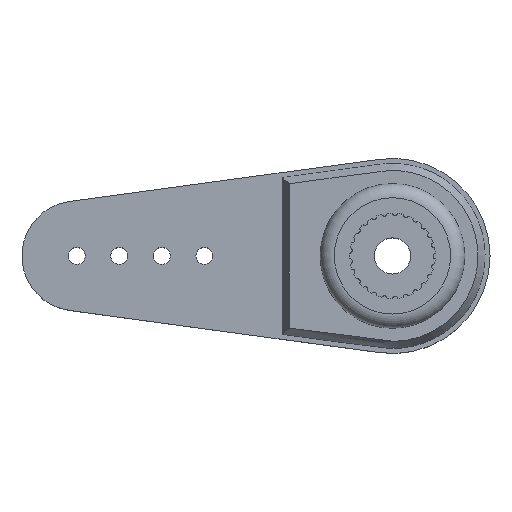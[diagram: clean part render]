
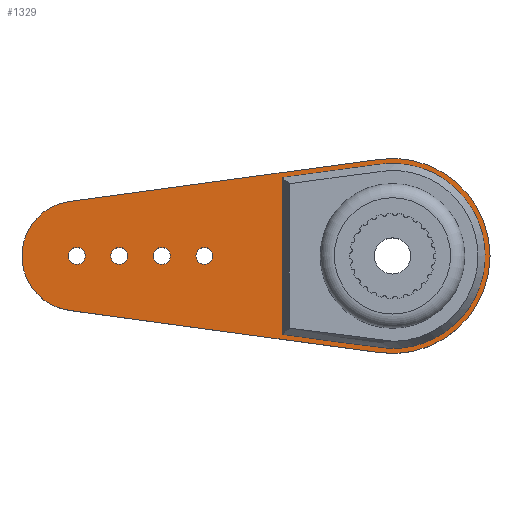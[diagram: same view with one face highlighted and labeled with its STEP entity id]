
A CAD part, top view. The second image highlights one B-rep face of the part: STEP entity #1329.
In plain terms, the highlighted planar face has unit normal (0, 0, 1).
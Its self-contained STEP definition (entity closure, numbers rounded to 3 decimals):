
#51=FACE_BOUND('',#445,.T.);
#52=FACE_BOUND('',#446,.T.);
#53=FACE_BOUND('',#447,.T.);
#54=FACE_BOUND('',#448,.T.);
#55=FACE_BOUND('',#449,.T.);
#108=B_SPLINE_CURVE_WITH_KNOTS('',3,(#4595,#4596,#4597,#4598,#4599,#4600,
#4601,#4602,#4603,#4604,#4605,#4606,#4607,#4608,#4609,#4610,#4611,#4612,
#4613,#4614),.UNSPECIFIED.,.F.,.F.,(4,1,2,2,1,1,1,1,1,1,2,2,1,4),(-1.,-0.904,
-0.808,-0.806,-0.729,-0.653,
-0.576,-0.5,-0.424,-0.347,-0.194,
-0.192,-0.096,0.),.UNSPECIFIED.);
#115=PLANE('',#1456);
#178=LINE('',#4587,#253);
#179=LINE('',#4591,#254);
#180=LINE('',#4615,#255);
#253=VECTOR('',#1734,10.);
#254=VECTOR('',#1737,10.);
#255=VECTOR('',#1740,10.);
#363=FACE_OUTER_BOUND('',#444,.T.);
#444=EDGE_LOOP('',(#1203,#1204,#1205,#1206));
#445=EDGE_LOOP('',(#1207,#1208));
#446=EDGE_LOOP('',(#1209));
#447=EDGE_LOOP('',(#1210));
#448=EDGE_LOOP('',(#1211));
#449=EDGE_LOOP('',(#1212));
#529=CIRCLE('',#1457,6.875);
#530=CIRCLE('',#1458,3.875);
#531=CIRCLE('',#1459,0.6);
#532=CIRCLE('',#1460,0.6);
#533=CIRCLE('',#1461,0.6);
#534=CIRCLE('',#1462,0.6);
#655=VERTEX_POINT('',#4585);
#656=VERTEX_POINT('',#4586);
#657=VERTEX_POINT('',#4588);
#658=VERTEX_POINT('',#4590);
#659=VERTEX_POINT('',#4593);
#660=VERTEX_POINT('',#4594);
#661=VERTEX_POINT('',#4616);
#662=VERTEX_POINT('',#4618);
#663=VERTEX_POINT('',#4620);
#664=VERTEX_POINT('',#4622);
#842=EDGE_CURVE('',#655,#656,#178,.T.);
#843=EDGE_CURVE('',#656,#657,#529,.T.);
#844=EDGE_CURVE('',#657,#658,#179,.T.);
#845=EDGE_CURVE('',#658,#655,#530,.T.);
#846=EDGE_CURVE('',#659,#660,#108,.T.);
#847=EDGE_CURVE('',#660,#659,#180,.T.);
#848=EDGE_CURVE('',#661,#661,#531,.T.);
#849=EDGE_CURVE('',#662,#662,#532,.T.);
#850=EDGE_CURVE('',#663,#663,#533,.T.);
#851=EDGE_CURVE('',#664,#664,#534,.T.);
#1203=ORIENTED_EDGE('',*,*,#842,.T.);
#1204=ORIENTED_EDGE('',*,*,#843,.T.);
#1205=ORIENTED_EDGE('',*,*,#844,.T.);
#1206=ORIENTED_EDGE('',*,*,#845,.T.);
#1207=ORIENTED_EDGE('',*,*,#846,.T.);
#1208=ORIENTED_EDGE('',*,*,#847,.T.);
#1209=ORIENTED_EDGE('',*,*,#848,.T.);
#1210=ORIENTED_EDGE('',*,*,#849,.T.);
#1211=ORIENTED_EDGE('',*,*,#850,.T.);
#1212=ORIENTED_EDGE('',*,*,#851,.T.);
#1329=ADVANCED_FACE('',(#363,#51,#52,#53,#54,#55),#115,.T.);
#1456=AXIS2_PLACEMENT_3D('',#4584,#1732,#1733);
#1457=AXIS2_PLACEMENT_3D('',#4589,#1735,#1736);
#1458=AXIS2_PLACEMENT_3D('',#4592,#1738,#1739);
#1459=AXIS2_PLACEMENT_3D('',#4617,#1741,#1742);
#1460=AXIS2_PLACEMENT_3D('',#4619,#1743,#1744);
#1461=AXIS2_PLACEMENT_3D('',#4621,#1745,#1746);
#1462=AXIS2_PLACEMENT_3D('',#4623,#1747,#1748);
#1732=DIRECTION('center_axis',(0.,0.,1.));
#1733=DIRECTION('ref_axis',(1.,0.,0.));
#1734=DIRECTION('',(0.991,-0.135,0.));
#1735=DIRECTION('center_axis',(0.,0.,1.));
#1736=DIRECTION('ref_axis',(1.,0.,0.));
#1737=DIRECTION('',(-0.991,-0.135,0.));
#1738=DIRECTION('center_axis',(0.,0.,1.));
#1739=DIRECTION('ref_axis',(1.,0.,0.));
#1740=DIRECTION('',(0.,1.,0.));
#1741=DIRECTION('center_axis',(0.,0.,-1.));
#1742=DIRECTION('ref_axis',(1.,0.,0.));
#1743=DIRECTION('center_axis',(0.,0.,-1.));
#1744=DIRECTION('ref_axis',(1.,0.,0.));
#1745=DIRECTION('center_axis',(0.,0.,-1.));
#1746=DIRECTION('ref_axis',(1.,0.,0.));
#1747=DIRECTION('center_axis',(0.,0.,-1.));
#1748=DIRECTION('ref_axis',(1.,0.,0.));
#4584=CARTESIAN_POINT('Origin',(-9.625,0.,2.15));
#4585=CARTESIAN_POINT('',(-22.772,-3.84,2.15));
#4586=CARTESIAN_POINT('',(-0.927,-6.812,2.15));
#4587=CARTESIAN_POINT('',(-22.772,-3.84,2.15));
#4588=CARTESIAN_POINT('',(-0.927,6.812,2.15));
#4589=CARTESIAN_POINT('Origin',(0.,0.,2.15));
#4590=CARTESIAN_POINT('',(-22.772,3.84,2.15));
#4591=CARTESIAN_POINT('',(-0.927,6.812,2.15));
#4592=CARTESIAN_POINT('Origin',(-22.25,0.,2.15));
#4593=CARTESIAN_POINT('',(-7.775,5.527,2.15));
#4594=CARTESIAN_POINT('',(-7.775,-5.527,2.15));
#4595=CARTESIAN_POINT('Ctrl Pts',(-7.775,5.527,2.15));
#4596=CARTESIAN_POINT('Ctrl Pts',(-6.626,5.684,2.15));
#4597=CARTESIAN_POINT('Ctrl Pts',(-4.327,5.996,2.15));
#4598=CARTESIAN_POINT('Ctrl Pts',(-2.029,6.309,2.15));
#4599=CARTESIAN_POINT('Ctrl Pts',(-0.859,6.468,2.15));
#4600=CARTESIAN_POINT('Ctrl Pts',(-0.837,6.471,2.15));
#4601=CARTESIAN_POINT('Ctrl Pts',(0.099,6.589,2.15));
#4602=CARTESIAN_POINT('Ctrl Pts',(1.978,6.426,2.15));
#4603=CARTESIAN_POINT('Ctrl Pts',(4.447,5.043,2.15));
#4604=CARTESIAN_POINT('Ctrl Pts',(6.128,2.767,2.15));
#4605=CARTESIAN_POINT('Ctrl Pts',(6.724,-0.002,
2.15));
#4606=CARTESIAN_POINT('Ctrl Pts',(6.127,-2.762,2.15));
#4607=CARTESIAN_POINT('Ctrl Pts',(3.89,-5.814,2.15));
#4608=CARTESIAN_POINT('Ctrl Pts',(1.016,-6.711,2.15));
#4609=CARTESIAN_POINT('Ctrl Pts',(-0.837,-6.472,
2.15));
#4610=CARTESIAN_POINT('Ctrl Pts',(-0.858,-6.469,
2.15));
#4611=CARTESIAN_POINT('Ctrl Pts',(-2.029,-6.31,2.15));
#4612=CARTESIAN_POINT('Ctrl Pts',(-4.327,-5.996,2.15));
#4613=CARTESIAN_POINT('Ctrl Pts',(-6.626,-5.684,2.15));
#4614=CARTESIAN_POINT('Ctrl Pts',(-7.775,-5.527,2.15));
#4615=CARTESIAN_POINT('',(-7.775,2.764,2.15));
#4616=CARTESIAN_POINT('',(-16.85,0.,2.15));
#4617=CARTESIAN_POINT('Origin',(-16.25,0.,2.15));
#4618=CARTESIAN_POINT('',(-22.85,0.,2.15));
#4619=CARTESIAN_POINT('Origin',(-22.25,0.,2.15));
#4620=CARTESIAN_POINT('',(-19.85,0.,2.15));
#4621=CARTESIAN_POINT('Origin',(-19.25,0.,2.15));
#4622=CARTESIAN_POINT('',(-13.85,0.,2.15));
#4623=CARTESIAN_POINT('Origin',(-13.25,0.,2.15));
